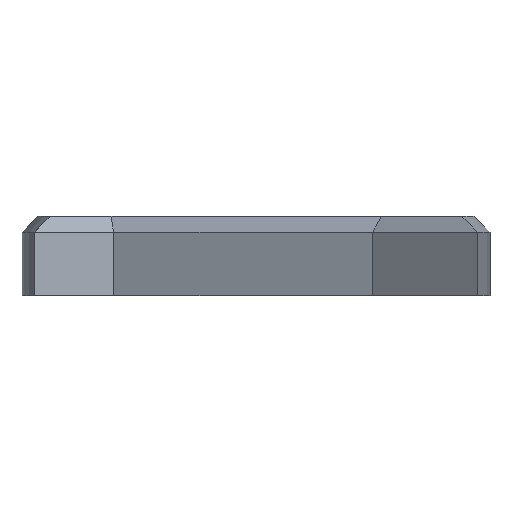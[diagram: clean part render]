
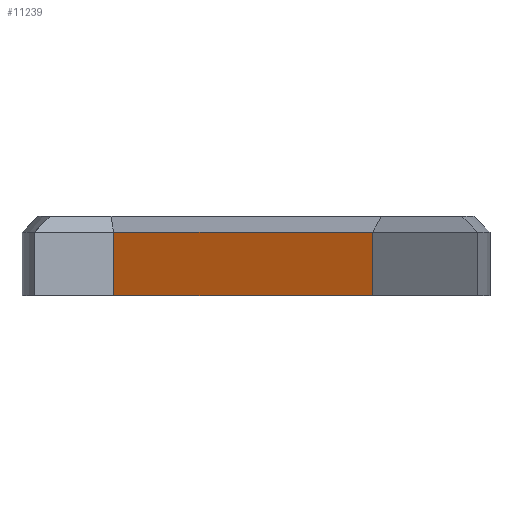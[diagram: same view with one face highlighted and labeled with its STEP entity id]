
A CAD part, left-side view. The second image highlights one B-rep face of the part: STEP entity #11239.
In plain terms, the highlighted planar face has unit normal (-0.898, 0.44, 0).
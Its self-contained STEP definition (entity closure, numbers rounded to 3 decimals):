
#426 = EDGE_CURVE ( 'NONE', #10939, #3074, #6502, .T. ) ;
#641 = EDGE_CURVE ( 'NONE', #10939, #1062, #10509, .T. ) ;
#941 = FACE_OUTER_BOUND ( 'NONE', #8541, .T. ) ;
#1062 = VERTEX_POINT ( 'NONE', #11827 ) ;
#1110 = ORIENTED_EDGE ( 'NONE', *, *, #1980, .T. ) ;
#1129 = CARTESIAN_POINT ( 'NONE',  ( -57.493, 57.791, 5. ) ) ;
#1242 = VERTEX_POINT ( 'NONE', #3641 ) ;
#1288 = ORIENTED_EDGE ( 'NONE', *, *, #8049, .F. ) ;
#1523 = CARTESIAN_POINT ( 'NONE',  ( -57.493, 57.791, 0. ) ) ;
#1579 = ORIENTED_EDGE ( 'NONE', *, *, #641, .T. ) ;
#1980 = EDGE_CURVE ( 'NONE', #1062, #1242, #5391, .T. ) ;
#2574 = LINE ( 'NONE', #6749, #8928 ) ;
#2775 = DIRECTION ( 'NONE',  ( -0.44, -0.898, 0. ) ) ;
#3074 = VERTEX_POINT ( 'NONE', #1523 ) ;
#3641 = CARTESIAN_POINT ( 'NONE',  ( -49.49, 74.143, 0. ) ) ;
#4076 = CARTESIAN_POINT ( 'NONE',  ( -49.49, 74.143, 4. ) ) ;
#4618 = ORIENTED_EDGE ( 'NONE', *, *, #426, .F. ) ;
#5391 = LINE ( 'NONE', #11948, #8405 ) ;
#6502 = LINE ( 'NONE', #11846, #8751 ) ;
#6749 = CARTESIAN_POINT ( 'NONE',  ( -57.493, 57.791, 0. ) ) ;
#7231 = DIRECTION ( 'NONE',  ( 0., 0., -1. ) ) ;
#7377 = DIRECTION ( 'NONE',  ( -0.898, 0.44, 0. ) ) ;
#7607 = DIRECTION ( 'NONE',  ( 0.44, 0.898, 0. ) ) ;
#7781 = DIRECTION ( 'NONE',  ( 0.44, 0.898, 0. ) ) ;
#8049 = EDGE_CURVE ( 'NONE', #3074, #1242, #2574, .T. ) ;
#8331 = AXIS2_PLACEMENT_3D ( 'NONE', #1129, #7377, #2775 ) ;
#8405 = VECTOR ( 'NONE', #11830, 1000. ) ;
#8541 = EDGE_LOOP ( 'NONE', ( #4618, #1579, #1110, #1288 ) ) ;
#8544 = PLANE ( 'NONE',  #8331 ) ;
#8751 = VECTOR ( 'NONE', #7231, 1000. ) ;
#8928 = VECTOR ( 'NONE', #7607, 1000. ) ;
#10432 = VECTOR ( 'NONE', #7781, 1000. ) ;
#10509 = LINE ( 'NONE', #4076, #10432 ) ;
#10939 = VERTEX_POINT ( 'NONE', #11719 ) ;
#11239 = ADVANCED_FACE ( 'NONE', ( #941 ), #8544, .T. ) ;
#11719 = CARTESIAN_POINT ( 'NONE',  ( -57.493, 57.791, 4. ) ) ;
#11827 = CARTESIAN_POINT ( 'NONE',  ( -49.49, 74.143, 4. ) ) ;
#11830 = DIRECTION ( 'NONE',  ( 0., 0., -1. ) ) ;
#11846 = CARTESIAN_POINT ( 'NONE',  ( -57.493, 57.791, 5. ) ) ;
#11948 = CARTESIAN_POINT ( 'NONE',  ( -49.49, 74.143, 5. ) ) ;
